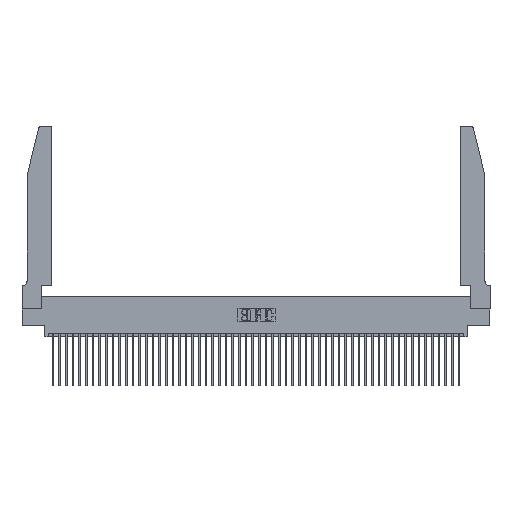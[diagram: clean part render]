
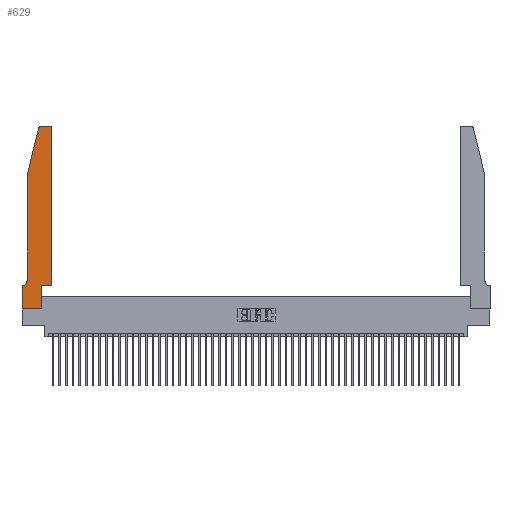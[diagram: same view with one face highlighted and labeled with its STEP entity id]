
A CAD part, top view. The second image highlights one B-rep face of the part: STEP entity #629.
In plain terms, the highlighted planar face has unit normal (0, 0, 1).
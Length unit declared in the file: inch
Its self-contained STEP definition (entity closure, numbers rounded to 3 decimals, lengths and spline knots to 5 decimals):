
#196 = CARTESIAN_POINT ( 'NONE',  ( 0., 0., 0.37 ) ) ;
#629 = ADVANCED_FACE ( 'NONE', ( #33796 ), #41903, .T. ) ;
#1335 = DIRECTION ( 'NONE',  ( 1., 0., 0. ) ) ;
#1579 = VECTOR ( 'NONE', #19911, 39.37008 ) ;
#1788 = LINE ( 'NONE', #21778, #42395 ) ;
#1879 = ORIENTED_EDGE ( 'NONE', *, *, #27007, .T. ) ;
#2010 = EDGE_CURVE ( 'NONE', #49081, #10381, #7176, .T. ) ;
#3584 = LINE ( 'NONE', #12530, #27080 ) ;
#3665 = CIRCLE ( 'NONE', #25265, 0.03 ) ;
#3794 = ORIENTED_EDGE ( 'NONE', *, *, #29534, .T. ) ;
#4485 = VERTEX_POINT ( 'NONE', #9092 ) ;
#4788 = EDGE_CURVE ( 'NONE', #13387, #49081, #23288, .T. ) ;
#6202 = CARTESIAN_POINT ( 'NONE',  ( 0.284, 2.75, 0.37 ) ) ;
#6506 = ORIENTED_EDGE ( 'NONE', *, *, #21438, .T. ) ;
#6611 = AXIS2_PLACEMENT_3D ( 'NONE', #34039, #18459, #45841 ) ;
#6927 = AXIS2_PLACEMENT_3D ( 'NONE', #18378, #45747, #22319 ) ;
#7176 = LINE ( 'NONE', #38033, #37290 ) ;
#7593 = CARTESIAN_POINT ( 'NONE',  ( 0.0755, 2., 0.37 ) ) ;
#7919 = VECTOR ( 'NONE', #12955, 39.37008 ) ;
#9092 = CARTESIAN_POINT ( 'NONE',  ( 0.0755, 0.42, 0.37 ) ) ;
#9730 = ORIENTED_EDGE ( 'NONE', *, *, #11427, .T. ) ;
#10072 = DIRECTION ( 'NONE',  ( 0., -1., 0. ) ) ;
#10381 = VERTEX_POINT ( 'NONE', #35757 ) ;
#10561 = ORIENTED_EDGE ( 'NONE', *, *, #2010, .T. ) ;
#10579 = LINE ( 'NONE', #196, #1579 ) ;
#10959 = CARTESIAN_POINT ( 'NONE',  ( 0.2865, 0.35, 0.37 ) ) ;
#11210 = EDGE_LOOP ( 'NONE', ( #27966, #9730, #18700, #44993, #34957, #25903, #3794, #1879, #31671, #10561, #6506, #15422 ) ) ;
#11427 = EDGE_CURVE ( 'NONE', #32630, #17070, #22473, .T. ) ;
#12530 = CARTESIAN_POINT ( 'NONE',  ( 0.0755, 0.35, 0.37 ) ) ;
#12955 = DIRECTION ( 'NONE',  ( -1., 0., 0. ) ) ;
#13387 = VERTEX_POINT ( 'NONE', #29345 ) ;
#13818 = CARTESIAN_POINT ( 'NONE',  ( 0., 0., 0.37 ) ) ;
#14810 = EDGE_CURVE ( 'NONE', #4485, #23349, #25657, .T. ) ;
#15422 = ORIENTED_EDGE ( 'NONE', *, *, #28075, .T. ) ;
#15792 = DIRECTION ( 'NONE',  ( 0., 1., 0. ) ) ;
#17070 = VERTEX_POINT ( 'NONE', #20505 ) ;
#18378 = CARTESIAN_POINT ( 'NONE',  ( 0.284, 2.72, 0.37 ) ) ;
#18423 = CARTESIAN_POINT ( 'NONE',  ( 0.0755, 2., 0.37 ) ) ;
#18459 = DIRECTION ( 'NONE',  ( 0., 0., 1. ) ) ;
#18700 = ORIENTED_EDGE ( 'NONE', *, *, #33517, .T. ) ;
#18864 = VERTEX_POINT ( 'NONE', #47361 ) ;
#19235 = CARTESIAN_POINT ( 'NONE',  ( 0.0055, 0.42, 0.37 ) ) ;
#19389 = VECTOR ( 'NONE', #22370, 39.37008 ) ;
#19755 = CARTESIAN_POINT ( 'NONE',  ( 0.4505, 0.35, 0.37 ) ) ;
#19911 = DIRECTION ( 'NONE',  ( 1., 0., 0. ) ) ;
#20345 = VERTEX_POINT ( 'NONE', #13818 ) ;
#20505 = CARTESIAN_POINT ( 'NONE',  ( 0.25487, 2.72718, 0.37 ) ) ;
#21438 = EDGE_CURVE ( 'NONE', #10381, #45123, #27764, .T. ) ;
#21778 = CARTESIAN_POINT ( 'NONE',  ( 0., 0., 0.37 ) ) ;
#22319 = DIRECTION ( 'NONE',  ( 1., 0., 0. ) ) ;
#22370 = DIRECTION ( 'NONE',  ( 0., -1., 0. ) ) ;
#22471 = DIRECTION ( 'NONE',  ( 1., 0., 0. ) ) ;
#22473 = CIRCLE ( 'NONE', #6927, 0.03 ) ;
#23200 = DIRECTION ( 'NONE',  ( -1., 0., 0. ) ) ;
#23288 = LINE ( 'NONE', #10959, #42871 ) ;
#23349 = VERTEX_POINT ( 'NONE', #46454 ) ;
#24331 = VECTOR ( 'NONE', #39015, 39.37008 ) ;
#25021 = DIRECTION ( 'NONE',  ( 0., 0., 1. ) ) ;
#25265 = AXIS2_PLACEMENT_3D ( 'NONE', #48414, #25021, #1335 ) ;
#25657 = CIRCLE ( 'NONE', #50719, 0.07 ) ;
#25903 = ORIENTED_EDGE ( 'NONE', *, *, #41051, .T. ) ;
#27007 = EDGE_CURVE ( 'NONE', #20345, #13387, #10579, .T. ) ;
#27080 = VECTOR ( 'NONE', #39952, 39.37008 ) ;
#27764 = LINE ( 'NONE', #19755, #36932 ) ;
#27966 = ORIENTED_EDGE ( 'NONE', *, *, #46836, .T. ) ;
#28075 = EDGE_CURVE ( 'NONE', #45123, #18864, #3665, .T. ) ;
#28854 = LINE ( 'NONE', #36461, #7919 ) ;
#29345 = CARTESIAN_POINT ( 'NONE',  ( 0.2865, 0., 0.37 ) ) ;
#29534 = EDGE_CURVE ( 'NONE', #30435, #20345, #1788, .T. ) ;
#30347 = DIRECTION ( 'NONE',  ( 0., 1., 0. ) ) ;
#30435 = VERTEX_POINT ( 'NONE', #47454 ) ;
#31671 = ORIENTED_EDGE ( 'NONE', *, *, #4788, .T. ) ;
#32630 = VERTEX_POINT ( 'NONE', #6202 ) ;
#33517 = EDGE_CURVE ( 'NONE', #17070, #50496, #34700, .T. ) ;
#33796 = FACE_OUTER_BOUND ( 'NONE', #11210, .T. ) ;
#34039 = CARTESIAN_POINT ( 'NONE',  ( 0., 0.35, 0.37 ) ) ;
#34700 = LINE ( 'NONE', #7593, #24331 ) ;
#34957 = ORIENTED_EDGE ( 'NONE', *, *, #14810, .T. ) ;
#35757 = CARTESIAN_POINT ( 'NONE',  ( 0.4505, 0.35, 0.37 ) ) ;
#36461 = CARTESIAN_POINT ( 'NONE',  ( 0.2605, 2.75, 0.37 ) ) ;
#36932 = VECTOR ( 'NONE', #15792, 39.37008 ) ;
#37165 = CARTESIAN_POINT ( 'NONE',  ( 0.0755, 2., 0.37 ) ) ;
#37290 = VECTOR ( 'NONE', #22471, 39.37008 ) ;
#38033 = CARTESIAN_POINT ( 'NONE',  ( 0.4505, 0.35, 0.37 ) ) ;
#39015 = DIRECTION ( 'NONE',  ( -0.239, -0.971, 0. ) ) ;
#39949 = CARTESIAN_POINT ( 'NONE',  ( 0.4505, 2.72, 0.37 ) ) ;
#39952 = DIRECTION ( 'NONE',  ( -1., 0., 0. ) ) ;
#41051 = EDGE_CURVE ( 'NONE', #23349, #30435, #3584, .T. ) ;
#41903 = PLANE ( 'NONE',  #6611 ) ;
#42395 = VECTOR ( 'NONE', #10072, 39.37008 ) ;
#42728 = EDGE_CURVE ( 'NONE', #50496, #4485, #50576, .T. ) ;
#42871 = VECTOR ( 'NONE', #30347, 39.37008 ) ;
#44306 = CARTESIAN_POINT ( 'NONE',  ( 0.2865, 0.35, 0.37 ) ) ;
#44993 = ORIENTED_EDGE ( 'NONE', *, *, #42728, .T. ) ;
#45123 = VERTEX_POINT ( 'NONE', #39949 ) ;
#45747 = DIRECTION ( 'NONE',  ( 0., 0., 1. ) ) ;
#45841 = DIRECTION ( 'NONE',  ( 1., 0., 0. ) ) ;
#46454 = CARTESIAN_POINT ( 'NONE',  ( 0.0055, 0.35, 0.37 ) ) ;
#46621 = DIRECTION ( 'NONE',  ( 0., 0., -1. ) ) ;
#46836 = EDGE_CURVE ( 'NONE', #18864, #32630, #28854, .T. ) ;
#47361 = CARTESIAN_POINT ( 'NONE',  ( 0.4205, 2.75, 0.37 ) ) ;
#47454 = CARTESIAN_POINT ( 'NONE',  ( 0., 0.35, 0.37 ) ) ;
#48414 = CARTESIAN_POINT ( 'NONE',  ( 0.4205, 2.72, 0.37 ) ) ;
#49081 = VERTEX_POINT ( 'NONE', #44306 ) ;
#50496 = VERTEX_POINT ( 'NONE', #37165 ) ;
#50576 = LINE ( 'NONE', #18423, #19389 ) ;
#50719 = AXIS2_PLACEMENT_3D ( 'NONE', #19235, #46621, #23200 ) ;
